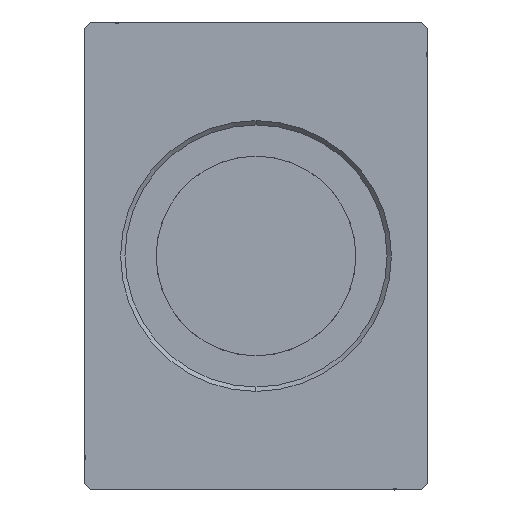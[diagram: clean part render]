
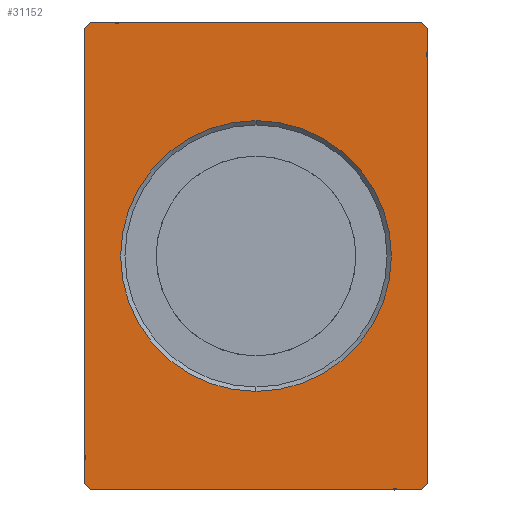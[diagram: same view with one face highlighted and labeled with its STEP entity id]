
A CAD part, left-side view. The second image highlights one B-rep face of the part: STEP entity #31152.
In plain terms, the highlighted planar face has unit normal (-1, 0, 0).
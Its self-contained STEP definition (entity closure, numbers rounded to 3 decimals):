
#249 = EDGE_CURVE ( 'NONE', #17501, #9653, #9041, .T. ) ;
#294 = EDGE_CURVE ( 'NONE', #36545, #20226, #9644, .T. ) ;
#1503 = AXIS2_PLACEMENT_3D ( 'NONE', #32384, #16386, #4647 ) ;
#1703 = EDGE_CURVE ( 'NONE', #36951, #17501, #35187, .T. ) ;
#1942 = VECTOR ( 'NONE', #39674, 1000. ) ;
#2208 = CARTESIAN_POINT ( 'NONE',  ( 0., -27.5, -36.5 ) ) ;
#2503 = AXIS2_PLACEMENT_3D ( 'NONE', #5690, #24513, #6098 ) ;
#2747 = EDGE_CURVE ( 'NONE', #20226, #21052, #4603, .T. ) ;
#3201 = CARTESIAN_POINT ( 'NONE',  ( 0., 26.5, 37.5 ) ) ;
#4245 = DIRECTION ( 'NONE',  ( 0., -0.707, 0.707 ) ) ;
#4309 = VERTEX_POINT ( 'NONE', #28669 ) ;
#4356 = ORIENTED_EDGE ( 'NONE', *, *, #33580, .T. ) ;
#4603 = LINE ( 'NONE', #25481, #30453 ) ;
#4647 = DIRECTION ( 'NONE',  ( 0., 0., -1. ) ) ;
#5007 = CARTESIAN_POINT ( 'NONE',  ( 0., 0., 0. ) ) ;
#5359 = AXIS2_PLACEMENT_3D ( 'NONE', #5007, #35591, #35799 ) ;
#5690 = CARTESIAN_POINT ( 'NONE',  ( 0., 0., 0. ) ) ;
#6014 = VERTEX_POINT ( 'NONE', #33976 ) ;
#6098 = DIRECTION ( 'NONE',  ( 0., 0., -1. ) ) ;
#7387 = EDGE_CURVE ( 'NONE', #37505, #36951, #30346, .T. ) ;
#7774 = VECTOR ( 'NONE', #36798, 1000. ) ;
#8929 = CARTESIAN_POINT ( 'NONE',  ( 0., -26.5, -37.5 ) ) ;
#9041 = LINE ( 'NONE', #12271, #7774 ) ;
#9644 = LINE ( 'NONE', #9848, #30426 ) ;
#9653 = VERTEX_POINT ( 'NONE', #19414 ) ;
#9841 = ORIENTED_EDGE ( 'NONE', *, *, #294, .F. ) ;
#9848 = CARTESIAN_POINT ( 'NONE',  ( 0., 26.5, -37.5 ) ) ;
#11103 = LINE ( 'NONE', #2208, #1942 ) ;
#11713 = CARTESIAN_POINT ( 'NONE',  ( 0., 0., 21.7 ) ) ;
#12271 = CARTESIAN_POINT ( 'NONE',  ( 0., -27.5, 36.5 ) ) ;
#12839 = EDGE_CURVE ( 'NONE', #38108, #6014, #33555, .T. ) ;
#14639 = CARTESIAN_POINT ( 'NONE',  ( 0., -26.5, 37.5 ) ) ;
#15015 = LINE ( 'NONE', #8929, #28524 ) ;
#15346 = DIRECTION ( 'NONE',  ( 0., -1., 0. ) ) ;
#16130 = CARTESIAN_POINT ( 'NONE',  ( 0., 26.5, 37.5 ) ) ;
#16386 = DIRECTION ( 'NONE',  ( 1., 0., 0. ) ) ;
#16985 = LINE ( 'NONE', #23057, #27160 ) ;
#17501 = VERTEX_POINT ( 'NONE', #17887 ) ;
#17887 = CARTESIAN_POINT ( 'NONE',  ( 0., -27.5, 36.5 ) ) ;
#17970 = ORIENTED_EDGE ( 'NONE', *, *, #7387, .F. ) ;
#18246 = CIRCLE ( 'NONE', #5359, 21.7 ) ;
#18818 = CARTESIAN_POINT ( 'NONE',  ( 0., 26.5, -37.5 ) ) ;
#19414 = CARTESIAN_POINT ( 'NONE',  ( 0., -27.5, -36.5 ) ) ;
#20010 = PLANE ( 'NONE',  #1503 ) ;
#20226 = VERTEX_POINT ( 'NONE', #26808 ) ;
#20548 = ORIENTED_EDGE ( 'NONE', *, *, #20616, .F. ) ;
#20616 = EDGE_CURVE ( 'NONE', #21052, #37505, #16985, .T. ) ;
#20751 = EDGE_CURVE ( 'NONE', #9653, #4309, #11103, .T. ) ;
#21052 = VERTEX_POINT ( 'NONE', #35524 ) ;
#21389 = VECTOR ( 'NONE', #28306, 1000. ) ;
#21997 = DIRECTION ( 'NONE',  ( 0., 0.707, 0.707 ) ) ;
#23057 = CARTESIAN_POINT ( 'NONE',  ( 0., 27.5, 36.5 ) ) ;
#24092 = EDGE_LOOP ( 'NONE', ( #20548, #26351, #9841, #38067, #33004, #36224, #25894, #17970 ) ) ;
#24202 = EDGE_CURVE ( 'NONE', #4309, #36545, #15015, .T. ) ;
#24513 = DIRECTION ( 'NONE',  ( 1., 0., 0. ) ) ;
#25481 = CARTESIAN_POINT ( 'NONE',  ( 0., 27.5, -36.5 ) ) ;
#25894 = ORIENTED_EDGE ( 'NONE', *, *, #1703, .F. ) ;
#26351 = ORIENTED_EDGE ( 'NONE', *, *, #2747, .F. ) ;
#26808 = CARTESIAN_POINT ( 'NONE',  ( 0., 27.5, -36.5 ) ) ;
#27160 = VECTOR ( 'NONE', #4245, 1000. ) ;
#28306 = DIRECTION ( 'NONE',  ( 0., -0.707, -0.707 ) ) ;
#28524 = VECTOR ( 'NONE', #34057, 1000. ) ;
#28669 = CARTESIAN_POINT ( 'NONE',  ( 0., -26.5, -37.5 ) ) ;
#29140 = VECTOR ( 'NONE', #15346, 1000. ) ;
#29144 = FACE_BOUND ( 'NONE', #29234, .T. ) ;
#29234 = EDGE_LOOP ( 'NONE', ( #39551, #4356 ) ) ;
#30346 = LINE ( 'NONE', #3201, #29140 ) ;
#30426 = VECTOR ( 'NONE', #21997, 1000. ) ;
#30453 = VECTOR ( 'NONE', #32142, 1000. ) ;
#31152 = ADVANCED_FACE ( 'NONE', ( #29144, #31791 ), #20010, .F. ) ;
#31791 = FACE_OUTER_BOUND ( 'NONE', #24092, .T. ) ;
#32142 = DIRECTION ( 'NONE',  ( 0., 0., 1. ) ) ;
#32384 = CARTESIAN_POINT ( 'NONE',  ( 0., 0., 0. ) ) ;
#33004 = ORIENTED_EDGE ( 'NONE', *, *, #20751, .F. ) ;
#33555 = CIRCLE ( 'NONE', #2503, 21.7 ) ;
#33580 = EDGE_CURVE ( 'NONE', #6014, #38108, #18246, .T. ) ;
#33976 = CARTESIAN_POINT ( 'NONE',  ( 0., 0., -21.7 ) ) ;
#34057 = DIRECTION ( 'NONE',  ( 0., 1., 0. ) ) ;
#34600 = CARTESIAN_POINT ( 'NONE',  ( 0., -26.5, 37.5 ) ) ;
#35187 = LINE ( 'NONE', #34600, #21389 ) ;
#35524 = CARTESIAN_POINT ( 'NONE',  ( 0., 27.5, 36.5 ) ) ;
#35591 = DIRECTION ( 'NONE',  ( 1., 0., 0. ) ) ;
#35799 = DIRECTION ( 'NONE',  ( 0., 0., -1. ) ) ;
#36224 = ORIENTED_EDGE ( 'NONE', *, *, #249, .F. ) ;
#36545 = VERTEX_POINT ( 'NONE', #18818 ) ;
#36798 = DIRECTION ( 'NONE',  ( 0., 0., -1. ) ) ;
#36951 = VERTEX_POINT ( 'NONE', #14639 ) ;
#37505 = VERTEX_POINT ( 'NONE', #16130 ) ;
#38067 = ORIENTED_EDGE ( 'NONE', *, *, #24202, .F. ) ;
#38108 = VERTEX_POINT ( 'NONE', #11713 ) ;
#39551 = ORIENTED_EDGE ( 'NONE', *, *, #12839, .T. ) ;
#39674 = DIRECTION ( 'NONE',  ( 0., 0.707, -0.707 ) ) ;
